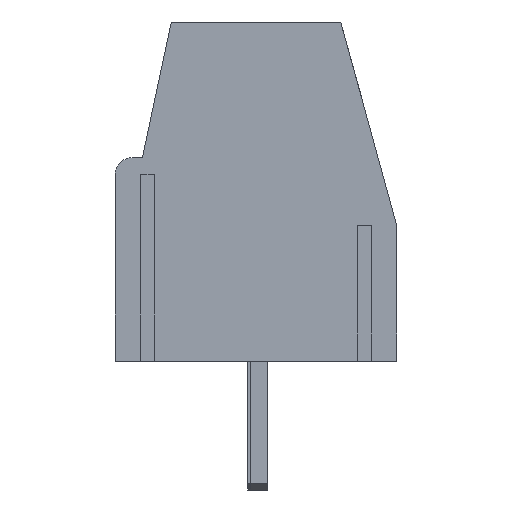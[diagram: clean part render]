
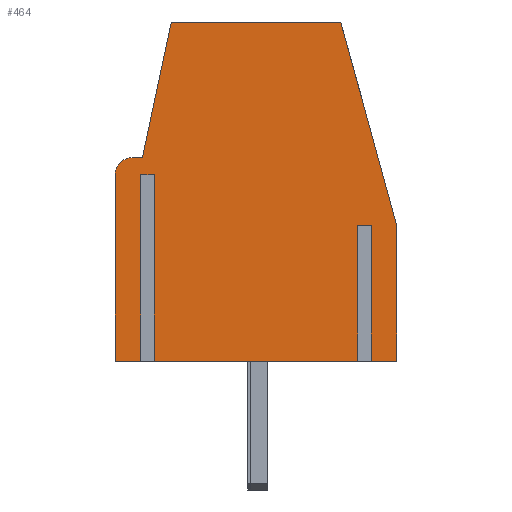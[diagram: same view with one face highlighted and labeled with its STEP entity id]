
A CAD part, left-side view. The second image highlights one B-rep face of the part: STEP entity #464.
In plain terms, the highlighted planar face has unit normal (-1, 0, 0).
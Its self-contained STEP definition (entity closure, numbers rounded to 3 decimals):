
#464=ADVANCED_FACE('',(#1008),#1009,.F.);
#1008=FACE_OUTER_BOUND('',#1639,.T.);
#1009=PLANE('',#1640);
#1639=EDGE_LOOP('',(#3007,#3008,#3009,#3010,#3011,#3012,#3013,#3014,#3015,#3016,#3017,#3018,#3019,#3020,#3021,#3022));
#1640=AXIS2_PLACEMENT_3D('',#3023,#3024,#3025);
#3007=ORIENTED_EDGE('',*,*,#4212,.T.);
#3008=ORIENTED_EDGE('',*,*,#4178,.F.);
#3009=ORIENTED_EDGE('',*,*,#4213,.F.);
#3010=ORIENTED_EDGE('',*,*,#4214,.T.);
#3011=ORIENTED_EDGE('',*,*,#4215,.T.);
#3012=ORIENTED_EDGE('',*,*,#4174,.F.);
#3013=ORIENTED_EDGE('',*,*,#4216,.F.);
#3014=ORIENTED_EDGE('',*,*,#4217,.F.);
#3015=ORIENTED_EDGE('',*,*,#4218,.F.);
#3016=ORIENTED_EDGE('',*,*,#4219,.F.);
#3017=ORIENTED_EDGE('',*,*,#4220,.F.);
#3018=ORIENTED_EDGE('',*,*,#4221,.T.);
#3019=ORIENTED_EDGE('',*,*,#4222,.F.);
#3020=ORIENTED_EDGE('',*,*,#4167,.F.);
#3021=ORIENTED_EDGE('',*,*,#4223,.F.);
#3022=ORIENTED_EDGE('',*,*,#4224,.T.);
#3023=CARTESIAN_POINT('',(-5.0,0.0,0.0));
#3024=DIRECTION('',(1.0,0.0,0.0));
#3025=DIRECTION('',(0.0,1.0,0.0));
#4167=EDGE_CURVE('',#5121,#5123,#5124,.T.);
#4174=EDGE_CURVE('',#5132,#5134,#5135,.T.);
#4178=EDGE_CURVE('',#5140,#5116,#5142,.T.);
#4212=EDGE_CURVE('',#5208,#5116,#5209,.T.);
#4213=EDGE_CURVE('',#5210,#5140,#5211,.T.);
#4214=EDGE_CURVE('',#5210,#5212,#5213,.T.);
#4215=EDGE_CURVE('',#5212,#5134,#5214,.T.);
#4216=EDGE_CURVE('',#5215,#5132,#5216,.T.);
#4217=EDGE_CURVE('',#5217,#5215,#5218,.T.);
#4218=EDGE_CURVE('',#5219,#5217,#5220,.T.);
#4219=EDGE_CURVE('',#5221,#5219,#5222,.T.);
#4220=EDGE_CURVE('',#5223,#5221,#5224,.T.);
#4221=EDGE_CURVE('',#5223,#5225,#5226,.F.);
#4222=EDGE_CURVE('',#5123,#5225,#5227,.T.);
#4223=EDGE_CURVE('',#5228,#5121,#5229,.T.);
#4224=EDGE_CURVE('',#5228,#5208,#5230,.T.);
#5116=VERTEX_POINT('',#6446);
#5121=VERTEX_POINT('',#6453);
#5123=VERTEX_POINT('',#6456);
#5124=LINE('',#6457,#6458);
#5132=VERTEX_POINT('',#6471);
#5134=VERTEX_POINT('',#6474);
#5135=LINE('',#6475,#6476);
#5140=VERTEX_POINT('',#6483);
#5142=LINE('',#6486,#6487);
#5208=VERTEX_POINT('',#6585);
#5209=LINE('',#6586,#6587);
#5210=VERTEX_POINT('',#6588);
#5211=LINE('',#6589,#6590);
#5212=VERTEX_POINT('',#6591);
#5213=LINE('',#6592,#6593);
#5214=LINE('',#6594,#6595);
#5215=VERTEX_POINT('',#6596);
#5216=LINE('',#6597,#6598);
#5217=VERTEX_POINT('',#6599);
#5218=LINE('',#6600,#6601);
#5219=VERTEX_POINT('',#6602);
#5220=LINE('',#6603,#6604);
#5221=VERTEX_POINT('',#6605);
#5222=LINE('',#6606,#6607);
#5223=VERTEX_POINT('',#6608);
#5224=LINE('',#6609,#6610);
#5225=VERTEX_POINT('',#6611);
#5226=CIRCLE('',#6612,0.5);
#5227=LINE('',#6613,#6614);
#5228=VERTEX_POINT('',#6615);
#5229=LINE('',#6616,#6617);
#5230=LINE('',#6618,#6619);
#6446=CARTESIAN_POINT('',(-5.0,3.0,-3.0));
#6453=CARTESIAN_POINT('',(-5.0,3.4,-3.0));
#6456=CARTESIAN_POINT('',(-5.0,4.15,-3.0));
#6457=CARTESIAN_POINT('',(-5.0,-4.15,-3.0));
#6458=VECTOR('',#7550,1000.0);
#6471=CARTESIAN_POINT('',(-5.0,-4.15,-3.0));
#6474=CARTESIAN_POINT('',(-5.0,-3.4,-3.0));
#6475=CARTESIAN_POINT('',(-5.0,-4.15,-3.0));
#6476=VECTOR('',#7557,1000.0);
#6483=CARTESIAN_POINT('',(-5.0,-3.0,-3.0));
#6486=CARTESIAN_POINT('',(-5.0,-4.15,-3.0));
#6487=VECTOR('',#7561,1000.0);
#6585=CARTESIAN_POINT('',(-5.0,3.0,2.5));
#6586=CARTESIAN_POINT('',(-5.0,3.0,2.5));
#6587=VECTOR('',#7594,1000.0);
#6588=CARTESIAN_POINT('',(-5.0,-3.0,1.0));
#6589=CARTESIAN_POINT('',(-5.0,-3.0,1.0));
#6590=VECTOR('',#7595,1000.0);
#6591=CARTESIAN_POINT('',(-5.0,-3.4,1.0));
#6592=CARTESIAN_POINT('',(-5.0,-3.0,1.0));
#6593=VECTOR('',#7596,1000.0);
#6594=CARTESIAN_POINT('',(-5.0,-3.4,1.0));
#6595=VECTOR('',#7597,1000.0);
#6596=CARTESIAN_POINT('',(-5.0,-4.15,1.0));
#6597=CARTESIAN_POINT('',(-5.0,-4.15,1.0));
#6598=VECTOR('',#7598,1000.0);
#6599=CARTESIAN_POINT('',(-5.0,-2.5,7.0));
#6600=CARTESIAN_POINT('',(-5.0,-4.15,1.0));
#6601=VECTOR('',#7599,1000.0);
#6602=CARTESIAN_POINT('',(-5.0,2.5,7.0));
#6603=CARTESIAN_POINT('',(-5.0,2.5,7.0));
#6604=VECTOR('',#7600,1000.0);
#6605=CARTESIAN_POINT('',(-5.0,3.35,3.0));
#6606=CARTESIAN_POINT('',(-5.0,2.5,7.0));
#6607=VECTOR('',#7601,1000.0);
#6608=CARTESIAN_POINT('',(-5.0,3.65,3.0));
#6609=CARTESIAN_POINT('',(-5.0,3.35,3.0));
#6610=VECTOR('',#7602,1000.0);
#6611=CARTESIAN_POINT('',(-5.0,4.15,2.5));
#6612=AXIS2_PLACEMENT_3D('',#7603,#7604,#7605);
#6613=CARTESIAN_POINT('',(-5.0,4.15,-3.0));
#6614=VECTOR('',#7606,1000.0);
#6615=CARTESIAN_POINT('',(-5.0,3.4,2.5));
#6616=CARTESIAN_POINT('',(-5.0,3.4,2.5));
#6617=VECTOR('',#7607,1000.0);
#6618=CARTESIAN_POINT('',(-5.0,3.4,2.5));
#6619=VECTOR('',#7608,1000.0);
#7550=DIRECTION('',(0.0,1.0,0.0));
#7557=DIRECTION('',(0.0,1.0,0.0));
#7561=DIRECTION('',(0.0,1.0,0.0));
#7594=DIRECTION('',(0.0,0.0,-1.0));
#7595=DIRECTION('',(0.0,0.0,-1.0));
#7596=DIRECTION('',(0.0,-1.0,0.0));
#7597=DIRECTION('',(0.0,0.0,-1.0));
#7598=DIRECTION('',(0.0,0.0,-1.0));
#7599=DIRECTION('',(0.0,-0.265,-0.964));
#7600=DIRECTION('',(0.0,-1.0,0.0));
#7601=DIRECTION('',(0.0,-0.208,0.978));
#7602=DIRECTION('',(0.0,-1.0,0.0));
#7603=CARTESIAN_POINT('',(-5.0,3.65,2.5));
#7604=DIRECTION('',(1.0,0.0,0.0));
#7605=DIRECTION('',(0.0,0.0,-1.0));
#7606=DIRECTION('',(0.0,0.0,1.0));
#7607=DIRECTION('',(0.0,0.0,-1.0));
#7608=DIRECTION('',(0.0,-1.0,0.0));
